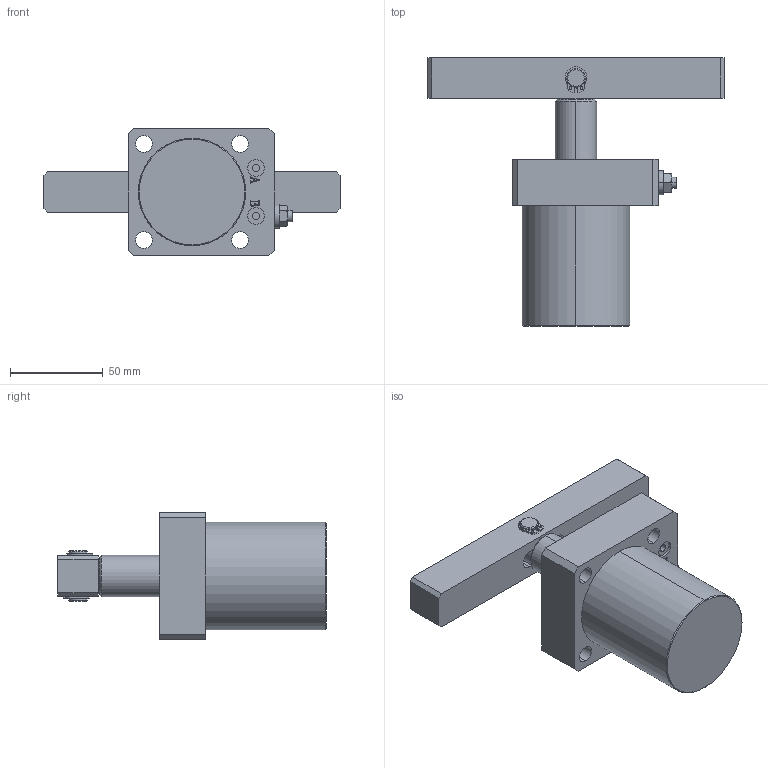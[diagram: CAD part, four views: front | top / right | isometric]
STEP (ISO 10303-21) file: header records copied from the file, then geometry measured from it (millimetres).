
FILE_DESCRIPTION (( 'STEP AP203' ), '1' );
FILE_NAME ('HSL-FAMT40D.STEP', '2019-10-06T08:18:36', ( '微软用户' ), ( '微软中国' ), 'SwSTEP 2.0', 'SolidWorks 2012', '' );
FILE_SCHEMA (( 'CONFIG_CONTROL_DESIGN' ));
Length unit declared in the file: millimetre
Products named in the file (7): HSL-40D转角缸活塞杆; HSL-FA40D蛌褒詰隅弇种; HSL-FAMT40掛极; HSL-FAMT40D; circlips for shaft--type a large gb_GB_CONNECTING_PIECE_RING_RRA 10; FCM-覃誹概; HSL-FA40D蛌褒詰揤旋杻秶
Assembly tree (7 placements, depth 2):
  HSL-FAMT40D
    HSL-FAMT40掛极
    HSL-FA40D蛌褒詰隅弇种
    HSL-40D转角缸活塞杆
    HSL-FA40D蛌褒詰揤旋杻秶
    FCM-覃誹概
    circlips for shaft--type a large gb_GB_CONNECTING_PIECE_RING_RRA 10  x2
Bounding box: 160 x 145 x 69 mm (x, y, z)
Volume: 349610.2 mm3; surface area: 70673.7 mm2
Topology: 7 solids, 7 shells, 244 faces, 591 edges, 388 vertices
Faces by surface type: plane 114, cylinder 94, cone 16, bspline 16, torus 4
Entity records: 8062 total; most frequent: CARTESIAN_POINT 2041, DIRECTION 1101, ORIENTED_EDGE 1062, EDGE_CURVE 531, AXIS2_PLACEMENT_3D 396, VERTEX_POINT 348, LINE 309, VECTOR 309
